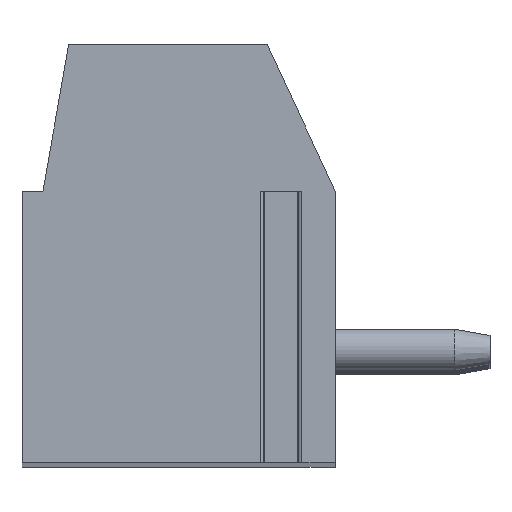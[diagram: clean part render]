
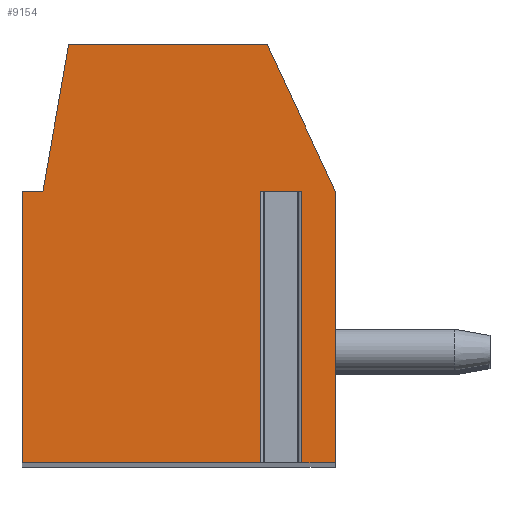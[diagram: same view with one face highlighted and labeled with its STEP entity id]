
A CAD part, top view. The second image highlights one B-rep face of the part: STEP entity #9154.
In plain terms, the highlighted planar face has unit normal (0, 0, 1).
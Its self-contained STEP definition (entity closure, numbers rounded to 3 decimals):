
#161=DIRECTION('',(-1.,0.,0.));
#162=VECTOR('',#161,0.996);
#163=CARTESIAN_POINT('',(2.948,1.5,57.5));
#164=LINE('',#163,#162);
#165=DIRECTION('',(0.,-1.,0.));
#166=VECTOR('',#165,6.5);
#167=CARTESIAN_POINT('',(1.952,1.5,57.5));
#168=LINE('',#167,#166);
#169=DIRECTION('',(1.,0.,0.));
#170=VECTOR('',#169,5.702);
#171=CARTESIAN_POINT('',(-3.75,-5.,57.5));
#172=LINE('',#171,#170);
#173=DIRECTION('',(0.,-1.,0.));
#174=VECTOR('',#173,6.5);
#175=CARTESIAN_POINT('',(-3.75,1.5,57.5));
#176=LINE('',#175,#174);
#177=DIRECTION('',(-1.,0.,0.));
#178=VECTOR('',#177,0.5);
#179=CARTESIAN_POINT('',(-3.25,1.5,57.5));
#180=LINE('',#179,#178);
#181=DIRECTION('',(-0.174,-0.985,0.));
#182=VECTOR('',#181,3.554);
#183=CARTESIAN_POINT('',(-2.633,5.,57.5));
#184=LINE('',#183,#182);
#185=DIRECTION('',(-1.,0.,0.));
#186=VECTOR('',#185,4.751);
#187=CARTESIAN_POINT('',(2.118,5.,57.5));
#188=LINE('',#187,#186);
#189=DIRECTION('',(-0.423,0.906,0.));
#190=VECTOR('',#189,3.862);
#191=CARTESIAN_POINT('',(3.75,1.5,57.5));
#192=LINE('',#191,#190);
#193=DIRECTION('',(0.,1.,0.));
#194=VECTOR('',#193,6.5);
#195=CARTESIAN_POINT('',(3.75,-5.,57.5));
#196=LINE('',#195,#194);
#197=DIRECTION('',(1.,0.,0.));
#198=VECTOR('',#197,0.802);
#199=CARTESIAN_POINT('',(2.948,-5.,57.5));
#200=LINE('',#199,#198);
#201=DIRECTION('',(0.,-1.,0.));
#202=VECTOR('',#201,6.5);
#203=CARTESIAN_POINT('',(2.948,1.5,57.5));
#204=LINE('',#203,#202);
#7087=CARTESIAN_POINT('',(3.75,-5.,57.5));
#7088=CARTESIAN_POINT('',(3.75,1.5,57.5));
#7089=VERTEX_POINT('',#7087);
#7090=VERTEX_POINT('',#7088);
#7091=CARTESIAN_POINT('',(2.118,5.,57.5));
#7092=VERTEX_POINT('',#7091);
#7093=CARTESIAN_POINT('',(-2.633,5.,57.5));
#7094=VERTEX_POINT('',#7093);
#7095=CARTESIAN_POINT('',(-3.25,1.5,57.5));
#7096=VERTEX_POINT('',#7095);
#7097=CARTESIAN_POINT('',(-3.75,1.5,57.5));
#7098=VERTEX_POINT('',#7097);
#7099=CARTESIAN_POINT('',(-3.75,-5.,57.5));
#7100=VERTEX_POINT('',#7099);
#7145=CARTESIAN_POINT('',(2.948,1.5,57.5));
#7146=CARTESIAN_POINT('',(1.952,1.5,57.5));
#7147=VERTEX_POINT('',#7145);
#7148=VERTEX_POINT('',#7146);
#7149=CARTESIAN_POINT('',(2.948,-5.,57.5));
#7150=VERTEX_POINT('',#7149);
#7151=CARTESIAN_POINT('',(1.952,-5.,57.5));
#7152=VERTEX_POINT('',#7151);
#9128=CARTESIAN_POINT('',(0.,0.,57.5));
#9129=DIRECTION('',(0.,0.,1.));
#9130=DIRECTION('',(1.,0.,0.));
#9131=AXIS2_PLACEMENT_3D('',#9128,#9129,#9130);
#9132=PLANE('',#9131);
#9134=ORIENTED_EDGE('',*,*,#9133,.T.);
#9136=ORIENTED_EDGE('',*,*,#9135,.T.);
#9137=ORIENTED_EDGE('',*,*,#9096,.F.);
#9139=ORIENTED_EDGE('',*,*,#9138,.F.);
#9141=ORIENTED_EDGE('',*,*,#9140,.F.);
#9143=ORIENTED_EDGE('',*,*,#9142,.F.);
#9145=ORIENTED_EDGE('',*,*,#9144,.F.);
#9147=ORIENTED_EDGE('',*,*,#9146,.F.);
#9149=ORIENTED_EDGE('',*,*,#9148,.F.);
#9150=ORIENTED_EDGE('',*,*,#9075,.F.);
#9151=ORIENTED_EDGE('',*,*,#9118,.F.);
#9152=EDGE_LOOP('',(#9134,#9136,#9137,#9139,#9141,#9143,#9145,#9147,#9149,#9150,
#9151));
#9153=FACE_OUTER_BOUND('',#9152,.F.);
#9075=EDGE_CURVE('',#7150,#7089,#200,.T.);
#9096=EDGE_CURVE('',#7100,#7152,#172,.T.);
#9118=EDGE_CURVE('',#7147,#7150,#204,.T.);
#9133=EDGE_CURVE('',#7147,#7148,#164,.T.);
#9135=EDGE_CURVE('',#7148,#7152,#168,.T.);
#9138=EDGE_CURVE('',#7098,#7100,#176,.T.);
#9140=EDGE_CURVE('',#7096,#7098,#180,.T.);
#9142=EDGE_CURVE('',#7094,#7096,#184,.T.);
#9144=EDGE_CURVE('',#7092,#7094,#188,.T.);
#9146=EDGE_CURVE('',#7090,#7092,#192,.T.);
#9148=EDGE_CURVE('',#7089,#7090,#196,.T.);
#9154=ADVANCED_FACE('',(#9153),#9132,.T.);
